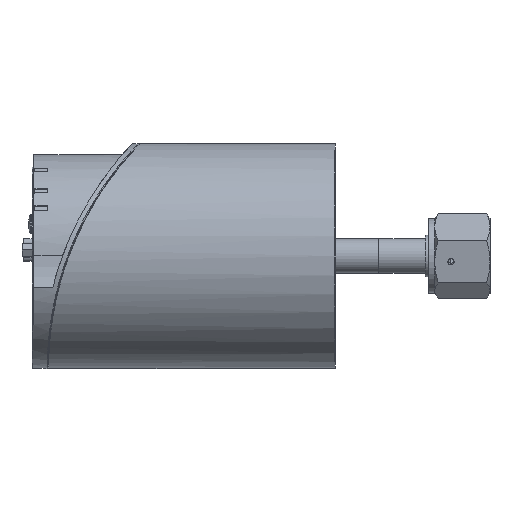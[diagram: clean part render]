
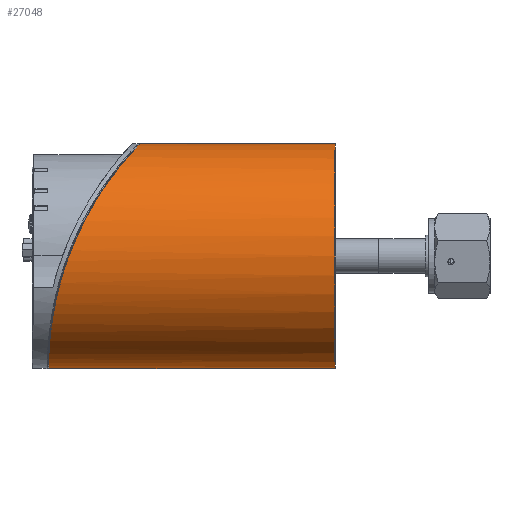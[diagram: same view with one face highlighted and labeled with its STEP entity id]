
A CAD part, left-side view. The second image highlights one B-rep face of the part: STEP entity #27048.
In plain terms, the highlighted cylindrical face has radius 41 mm (diameter 82 mm), a full revolution.
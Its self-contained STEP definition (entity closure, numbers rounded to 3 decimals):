
#460=B_SPLINE_CURVE_WITH_KNOTS('',3,(#39572,#39573,#39574,#39575,#39576,
#39577,#39578,#39579,#39580,#39581,#39582,#39583,#39584),.UNSPECIFIED.,
 .F.,.F.,(4,1,1,1,1,1,1,1,1,1,4),(-26.603,-26.128,-25.653,
-25.178,-24.703,-23.753,-22.803,
-22.169,-21.536,-20.269,-19.712),
 .UNSPECIFIED.);
#461=B_SPLINE_CURVE_WITH_KNOTS('',3,(#39585,#39586,#39587,#39588,#39589,
#39590,#39591,#39592,#39593,#39594,#39595,#39596,#39597,#39598,#39599,#39600,
#39601,#39602,#39603,#39604,#39605,#39606,#39607,#39608,#39609),
 .UNSPECIFIED.,.F.,.F.,(4,1,1,1,1,1,1,1,1,1,1,1,1,1,1,1,1,1,1,1,1,1,4),
(-19.712,-19.636,-19.002,-17.735,
-16.469,-15.202,-13.935,-12.668,
-11.401,-10.135,-8.868,-7.601,
-6.967,-6.334,-5.067,-4.434,
-3.8,-2.85,-1.9,-1.425,
-0.95,-0.475,0.),.UNSPECIFIED.);
#930=LINE('',#39614,#3456);
#3456=VECTOR('',#31404,41.);
#5866=CYLINDRICAL_SURFACE('',#28617,41.);
#6548=FACE_OUTER_BOUND('',#7960,.T.);
#7960=EDGE_LOOP('',(#17496,#17497,#17498,#17499,#17500,#17501));
#9483=CIRCLE('',#28618,41.);
#9484=CIRCLE('',#28619,41.);
#10531=VERTEX_POINT('',#39533);
#10533=VERTEX_POINT('',#39571);
#10534=VERTEX_POINT('',#39611);
#10535=VERTEX_POINT('',#39612);
#13215=EDGE_CURVE('',#10531,#10533,#460,.T.);
#13216=EDGE_CURVE('',#10533,#10531,#461,.T.);
#13217=EDGE_CURVE('',#10534,#10535,#9483,.T.);
#13218=EDGE_CURVE('',#10534,#10533,#930,.T.);
#13219=EDGE_CURVE('',#10535,#10534,#9484,.T.);
#17496=ORIENTED_EDGE('',*,*,#13217,.F.);
#17497=ORIENTED_EDGE('',*,*,#13218,.T.);
#17498=ORIENTED_EDGE('',*,*,#13215,.F.);
#17499=ORIENTED_EDGE('',*,*,#13216,.F.);
#17500=ORIENTED_EDGE('',*,*,#13218,.F.);
#17501=ORIENTED_EDGE('',*,*,#13219,.F.);
#27048=ADVANCED_FACE('',(#6548),#5866,.T.);
#28617=AXIS2_PLACEMENT_3D('',#39610,#31400,#31401);
#28618=AXIS2_PLACEMENT_3D('',#39613,#31402,#31403);
#28619=AXIS2_PLACEMENT_3D('',#39615,#31405,#31406);
#31400=DIRECTION('center_axis',(0.,-1.,0.));
#31401=DIRECTION('ref_axis',(-1.,0.,0.));
#31402=DIRECTION('center_axis',(0.,-1.,0.));
#31403=DIRECTION('ref_axis',(-1.,0.,0.));
#31404=DIRECTION('',(0.,1.,0.));
#31405=DIRECTION('center_axis',(0.,-1.,0.));
#31406=DIRECTION('ref_axis',(-1.,0.,0.));
#39533=CARTESIAN_POINT('',(0.,2.167,41.));
#39571=CARTESIAN_POINT('',(41.,28.163,0.001));
#39572=CARTESIAN_POINT('Ctrl Pts',(0.,2.167,
41.));
#39573=CARTESIAN_POINT('Ctrl Pts',(1.057,2.167,41.));
#39574=CARTESIAN_POINT('Ctrl Pts',(3.187,2.247,40.918));
#39575=CARTESIAN_POINT('Ctrl Pts',(6.597,2.632,40.522));
#39576=CARTESIAN_POINT('Ctrl Pts',(10.654,3.442,39.679));
#39577=CARTESIAN_POINT('Ctrl Pts',(16.679,5.294,37.695));
#39578=CARTESIAN_POINT('Ctrl Pts',(23.855,8.717,33.826));
#39579=CARTESIAN_POINT('Ctrl Pts',(30.338,13.255,27.976));
#39580=CARTESIAN_POINT('Ctrl Pts',(34.786,17.282,22.001));
#39581=CARTESIAN_POINT('Ctrl Pts',(38.589,21.582,14.817));
#39582=CARTESIAN_POINT('Ctrl Pts',(40.622,25.215,7.479));
#39583=CARTESIAN_POINT('Ctrl Pts',(41.,27.504,1.767));
#39584=CARTESIAN_POINT('Ctrl Pts',(41.,28.163,0.001));
#39585=CARTESIAN_POINT('Ctrl Pts',(41.,28.163,0.001));
#39586=CARTESIAN_POINT('Ctrl Pts',(41.,28.253,-0.241));
#39587=CARTESIAN_POINT('Ctrl Pts',(40.981,29.085,-2.494));
#39588=CARTESIAN_POINT('Ctrl Pts',(40.4,31.22,-8.867));
#39589=CARTESIAN_POINT('Ctrl Pts',(37.12,33.67,-18.921));
#39590=CARTESIAN_POINT('Ctrl Pts',(29.505,35.13,-29.442));
#39591=CARTESIAN_POINT('Ctrl Pts',(18.938,35.573,-37.133));
#39592=CARTESIAN_POINT('Ctrl Pts',(6.528,35.598,-41.167));
#39593=CARTESIAN_POINT('Ctrl Pts',(-6.527,35.598,-41.167));
#39594=CARTESIAN_POINT('Ctrl Pts',(-18.938,35.573,-37.133));
#39595=CARTESIAN_POINT('Ctrl Pts',(-29.507,35.13,-29.44));
#39596=CARTESIAN_POINT('Ctrl Pts',(-37.118,33.67,-18.923));
#39597=CARTESIAN_POINT('Ctrl Pts',(-40.401,31.22,-8.866));
#39598=CARTESIAN_POINT('Ctrl Pts',(-41.144,28.483,-0.697));
#39599=CARTESIAN_POINT('Ctrl Pts',(-40.686,25.327,7.252));
#39600=CARTESIAN_POINT('Ctrl Pts',(-38.589,21.582,14.817));
#39601=CARTESIAN_POINT('Ctrl Pts',(-34.786,17.282,22.001));
#39602=CARTESIAN_POINT('Ctrl Pts',(-30.338,13.255,27.976));
#39603=CARTESIAN_POINT('Ctrl Pts',(-23.855,8.717,33.826));
#39604=CARTESIAN_POINT('Ctrl Pts',(-16.679,5.294,37.695));
#39605=CARTESIAN_POINT('Ctrl Pts',(-10.654,3.442,39.679));
#39606=CARTESIAN_POINT('Ctrl Pts',(-6.597,2.632,40.522));
#39607=CARTESIAN_POINT('Ctrl Pts',(-3.187,2.247,40.918));
#39608=CARTESIAN_POINT('Ctrl Pts',(-1.057,2.167,41.));
#39609=CARTESIAN_POINT('Ctrl Pts',(0.,2.167,
41.));
#39610=CARTESIAN_POINT('Origin',(0.,40.8,
0.));
#39611=CARTESIAN_POINT('',(41.,-68.6,0.));
#39612=CARTESIAN_POINT('',(-41.,-68.6,0.));
#39613=CARTESIAN_POINT('Origin',(0.,-68.6,
0.));
#39614=CARTESIAN_POINT('',(41.,40.8,0.));
#39615=CARTESIAN_POINT('Origin',(0.,-68.6,
0.));
